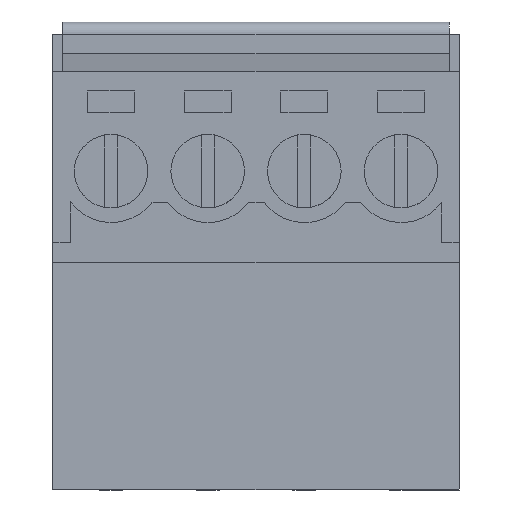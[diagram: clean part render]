
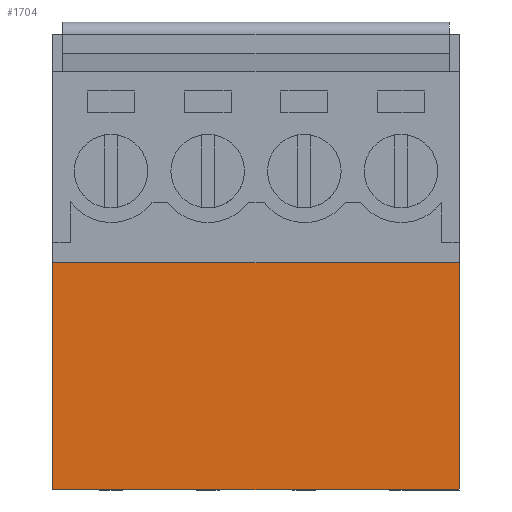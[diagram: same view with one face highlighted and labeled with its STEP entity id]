
A CAD part, front view. The second image highlights one B-rep face of the part: STEP entity #1704.
In plain terms, the highlighted planar face has unit normal (0, -1, 0).
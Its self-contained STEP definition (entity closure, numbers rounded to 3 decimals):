
#1684=AXIS2_PLACEMENT_3D('Plane Axis2P3D',#1681,#1682,#1683) ;
#262=CARTESIAN_POINT('Vertex',(0.,0.66,0.)) ;
#265=CARTESIAN_POINT('Line Origine',(0.,0.66,4.475)) ;
#269=CARTESIAN_POINT('Vertex',(0.,0.66,8.95)) ;
#1210=CARTESIAN_POINT('Vertex',(16.03,0.66,0.)) ;
#1213=CARTESIAN_POINT('Line Origine',(8.015,0.66,0.)) ;
#1681=CARTESIAN_POINT('Axis2P3D Location',(16.03,0.66,8.95)) ;
#1686=CARTESIAN_POINT('Line Origine',(16.03,0.66,4.475)) ;
#1690=CARTESIAN_POINT('Vertex',(16.03,0.66,8.95)) ;
#1693=CARTESIAN_POINT('Line Origine',(8.015,0.66,8.95)) ;
#266=DIRECTION('Vector Direction',(0.,0.,-1.)) ;
#1214=DIRECTION('Vector Direction',(-1.,0.,0.)) ;
#1682=DIRECTION('Axis2P3D Direction',(0.,1.,0.)) ;
#1683=DIRECTION('Axis2P3D XDirection',(-0.,0.,-1.)) ;
#1687=DIRECTION('Vector Direction',(0.,0.,-1.)) ;
#1694=DIRECTION('Vector Direction',(-1.,0.,0.)) ;
#267=VECTOR('Line Direction',#266,1.) ;
#1215=VECTOR('Line Direction',#1214,1.) ;
#1688=VECTOR('Line Direction',#1687,1.) ;
#1695=VECTOR('Line Direction',#1694,1.) ;
#1699=ORIENTED_EDGE('',*,*,#1217,.F.) ;
#1700=ORIENTED_EDGE('',*,*,#1692,.F.) ;
#1701=ORIENTED_EDGE('',*,*,#1697,.T.) ;
#1702=ORIENTED_EDGE('',*,*,#271,.T.) ;
#1704=ADVANCED_FACE('HOUSING',(#1703),#1685,.F.) ;
#271=EDGE_CURVE('',#270,#263,#268,.T.) ;
#1217=EDGE_CURVE('',#1211,#263,#1216,.T.) ;
#1692=EDGE_CURVE('',#1691,#1211,#1689,.T.) ;
#1697=EDGE_CURVE('',#1691,#270,#1696,.T.) ;
#1698=EDGE_LOOP('',(#1699,#1700,#1701,#1702)) ;
#1703=FACE_OUTER_BOUND('',#1698,.T.) ;
#268=LINE('Line',#265,#267) ;
#1216=LINE('Line',#1213,#1215) ;
#1689=LINE('Line',#1686,#1688) ;
#1696=LINE('Line',#1693,#1695) ;
#1685=PLANE('',#1684) ;
#263=VERTEX_POINT('',#262) ;
#270=VERTEX_POINT('',#269) ;
#1211=VERTEX_POINT('',#1210) ;
#1691=VERTEX_POINT('',#1690) ;
